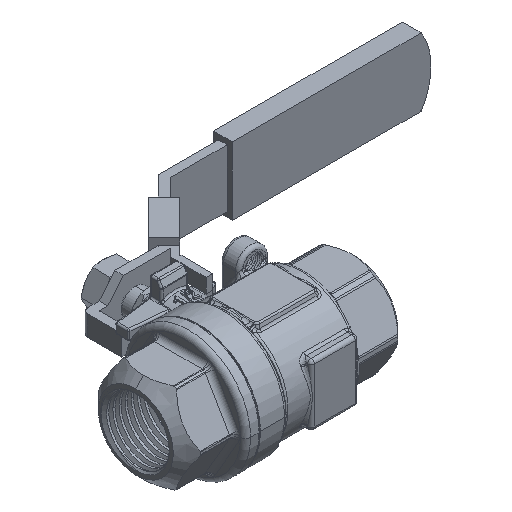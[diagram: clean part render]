
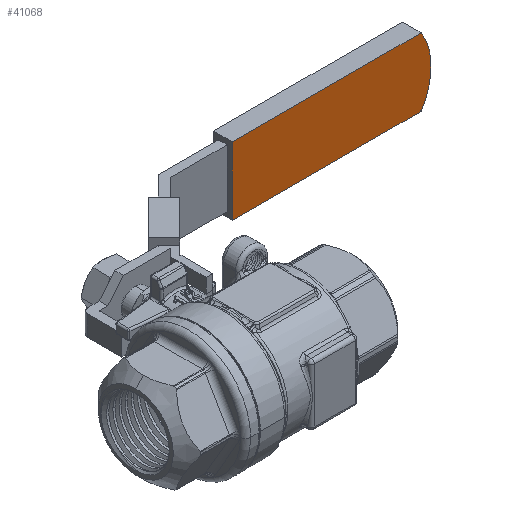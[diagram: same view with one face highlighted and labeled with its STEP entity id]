
A CAD part, isometric view. The second image highlights one B-rep face of the part: STEP entity #41068.
In plain terms, the highlighted planar face has unit normal (0, -1, 0).
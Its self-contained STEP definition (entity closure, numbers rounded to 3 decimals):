
#40253=DIRECTION('',(0.,0.,1.));
#40254=VECTOR('',#40253,20.);
#40255=CARTESIAN_POINT('',(45.052,25.6,-10.));
#40256=LINE('',#40255,#40254);
#40257=DIRECTION('',(1.,0.,0.));
#40258=VECTOR('',#40257,55.512);
#40259=CARTESIAN_POINT('',(45.052,25.6,10.));
#40260=LINE('',#40259,#40258);
#40261=CARTESIAN_POINT('',(85.,25.6,0.));
#40262=DIRECTION('',(0.,1.,0.));
#40263=DIRECTION('',(0.841,0.,0.541));
#40264=AXIS2_PLACEMENT_3D('',#40261,#40262,#40263);
#40266=DIRECTION('',(-1.,0.,0.));
#40267=VECTOR('',#40266,55.512);
#40268=CARTESIAN_POINT('',(100.564,25.6,-10.));
#40269=LINE('',#40268,#40267);
#40543=CARTESIAN_POINT('',(45.052,25.6,-10.));
#40544=CARTESIAN_POINT('',(45.052,25.6,10.));
#40545=VERTEX_POINT('',#40543);
#40546=VERTEX_POINT('',#40544);
#40547=CARTESIAN_POINT('',(100.564,25.6,10.));
#40548=VERTEX_POINT('',#40547);
#40549=CARTESIAN_POINT('',(100.564,25.6,-10.));
#40550=VERTEX_POINT('',#40549);
#41054=CARTESIAN_POINT('',(0.,25.6,-108.255));
#41055=DIRECTION('',(0.,1.,0.));
#41056=DIRECTION('',(1.,0.,0.));
#41057=AXIS2_PLACEMENT_3D('',#41054,#41055,#41056);
#41058=PLANE('',#41057);
#41059=ORIENTED_EDGE('',*,*,#41036,.T.);
#41061=ORIENTED_EDGE('',*,*,#41060,.T.);
#41063=ORIENTED_EDGE('',*,*,#41062,.T.);
#41065=ORIENTED_EDGE('',*,*,#41064,.T.);
#41066=EDGE_LOOP('',(#41059,#41061,#41063,#41065));
#41067=FACE_OUTER_BOUND('',#41066,.F.);
#40265=CIRCLE('',#40264,18.5);
#41036=EDGE_CURVE('',#40545,#40546,#40256,.T.);
#41060=EDGE_CURVE('',#40546,#40548,#40260,.T.);
#41062=EDGE_CURVE('',#40548,#40550,#40265,.T.);
#41064=EDGE_CURVE('',#40550,#40545,#40269,.T.);
#41068=ADVANCED_FACE('',(#41067),#41058,.F.);
